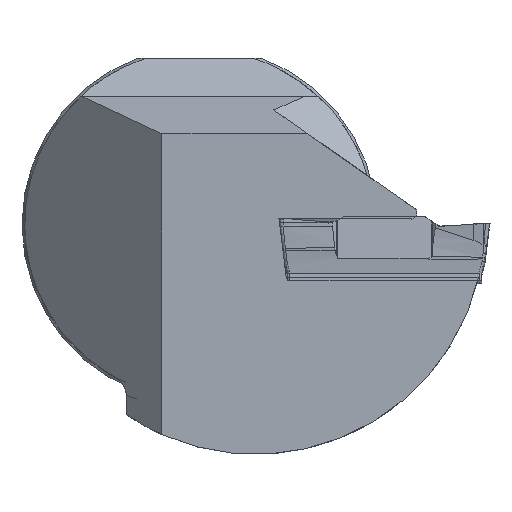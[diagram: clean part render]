
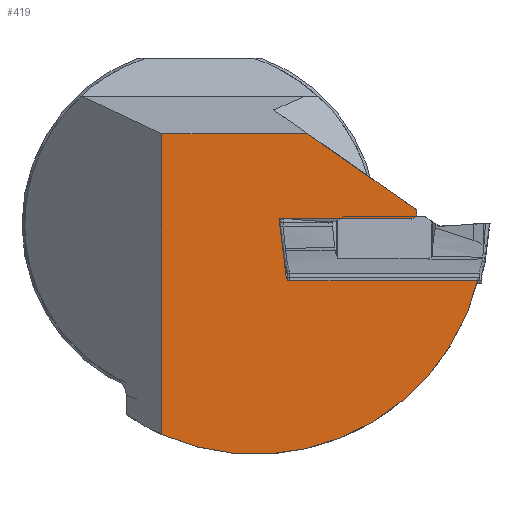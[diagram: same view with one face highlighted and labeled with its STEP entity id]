
A CAD part, left-side view. The second image highlights one B-rep face of the part: STEP entity #419.
In plain terms, the highlighted planar face has unit normal (-1, 0, 0).
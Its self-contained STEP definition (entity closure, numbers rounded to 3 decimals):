
#38=ELLIPSE('',#2612,0.503,0.5);
#72=CIRCLE('',#2613,20.7);
#121=PLANE('',#2614);
#185=LINE('',#13839,#269);
#186=LINE('',#13842,#270);
#187=LINE('',#13846,#271);
#188=LINE('',#13848,#272);
#189=LINE('',#13850,#273);
#190=LINE('',#13854,#274);
#269=VECTOR('',#2781,1.);
#270=VECTOR('',#2782,1.);
#271=VECTOR('',#2785,1.);
#272=VECTOR('',#2786,1.);
#273=VECTOR('',#2787,1.);
#274=VECTOR('',#2790,1.);
#419=ADVANCED_FACE('',(#638),#121,.T.);
#638=FACE_OUTER_BOUND('',#776,.T.);
#776=EDGE_LOOP('',(#1468,#1469,#1470,#1471,#1472,#1473,#1474,#1475));
#1468=ORIENTED_EDGE('',*,*,#2211,.T.);
#1469=ORIENTED_EDGE('',*,*,#2212,.T.);
#1470=ORIENTED_EDGE('',*,*,#2213,.T.);
#1471=ORIENTED_EDGE('',*,*,#2214,.F.);
#1472=ORIENTED_EDGE('',*,*,#2215,.F.);
#1473=ORIENTED_EDGE('',*,*,#2216,.T.);
#1474=ORIENTED_EDGE('',*,*,#2217,.T.);
#1475=ORIENTED_EDGE('',*,*,#2218,.T.);
#1832=VERTEX_POINT('',#13840);
#1833=VERTEX_POINT('',#13841);
#1834=VERTEX_POINT('',#13843);
#1835=VERTEX_POINT('',#13845);
#1836=VERTEX_POINT('',#13847);
#1837=VERTEX_POINT('',#13849);
#1838=VERTEX_POINT('',#13851);
#1839=VERTEX_POINT('',#13853);
#2211=EDGE_CURVE('',#1832,#1833,#185,.T.);
#2212=EDGE_CURVE('',#1833,#1834,#186,.T.);
#2213=EDGE_CURVE('',#1834,#1835,#38,.T.);
#2214=EDGE_CURVE('',#1836,#1835,#187,.T.);
#2215=EDGE_CURVE('',#1837,#1836,#188,.T.);
#2216=EDGE_CURVE('',#1837,#1838,#189,.T.);
#2217=EDGE_CURVE('',#1838,#1839,#72,.T.);
#2218=EDGE_CURVE('',#1839,#1832,#190,.T.);
#2612=AXIS2_PLACEMENT_3D('',#13844,#2783,#2784);
#2613=AXIS2_PLACEMENT_3D('',#13852,#2788,#2789);
#2614=AXIS2_PLACEMENT_3D('',#13855,#2791,#2792);
#2781=DIRECTION('',(0.,0.121,0.993));
#2782=DIRECTION('',(0.,-1.,0.));
#2783=DIRECTION('',(-1.,0.,0.));
#2784=DIRECTION('',(0.,0.,-1.));
#2785=DIRECTION('',(0.,-0.819,-0.574));
#2786=DIRECTION('',(0.,-1.,0.));
#2787=DIRECTION('',(0.,0.,-1.));
#2788=DIRECTION('',(-1.,0.,0.));
#2789=DIRECTION('',(0.,0.,1.));
#2790=DIRECTION('',(0.,1.,0.));
#2791=DIRECTION('',(-1.,0.,0.));
#2792=DIRECTION('',(0.,0.,1.));
#13839=CARTESIAN_POINT('',(0.4,-6.739,3.998));
#13840=CARTESIAN_POINT('',(0.4,-7.808,-4.759));
#13841=CARTESIAN_POINT('',(0.4,-7.157,0.57));
#13842=CARTESIAN_POINT('',(0.4,26.,0.57));
#13843=CARTESIAN_POINT('',(0.4,-19.097,0.57));
#13844=CARTESIAN_POINT('',(0.4,-19.097,1.073));
#13845=CARTESIAN_POINT('',(0.4,-19.521,1.34));
#13846=CARTESIAN_POINT('',(0.4,10.395,22.287));
#13847=CARTESIAN_POINT('',(0.4,-9.743,8.187));
#13848=CARTESIAN_POINT('',(0.4,26.,8.187));
#13849=CARTESIAN_POINT('',(0.4,3.4,8.187));
#13850=CARTESIAN_POINT('',(0.4,3.4,0.));
#13851=CARTESIAN_POINT('',(0.4,3.4,-18.919));
#13852=CARTESIAN_POINT('',(0.4,-5.,0.));
#13853=CARTESIAN_POINT('',(0.4,-25.146,-4.759));
#13854=CARTESIAN_POINT('',(0.4,26.,-4.759));
#13855=CARTESIAN_POINT('',(0.4,26.,0.));
